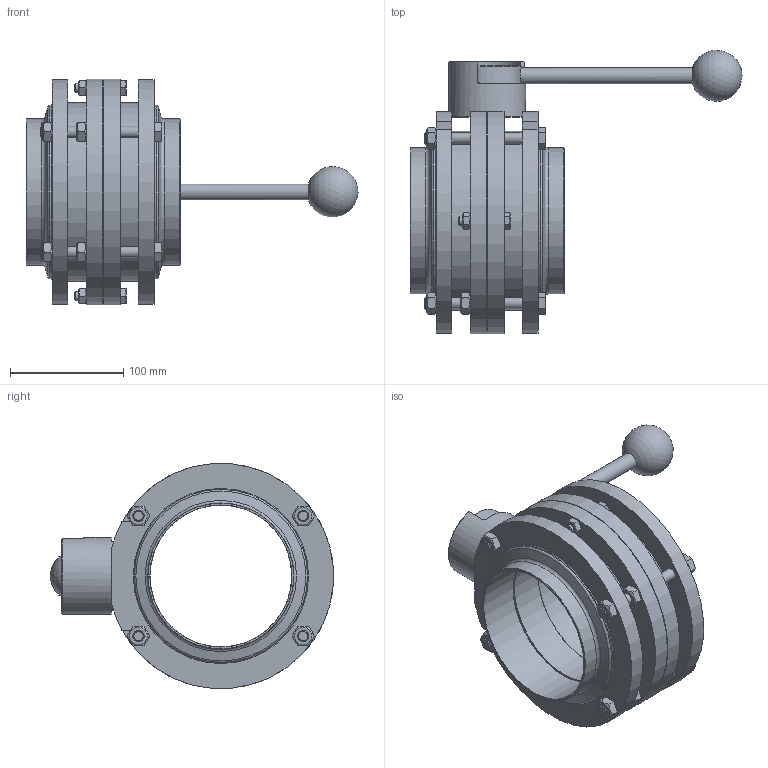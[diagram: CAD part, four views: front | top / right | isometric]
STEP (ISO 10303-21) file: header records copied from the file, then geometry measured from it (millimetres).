
FILE_DESCRIPTION( ( 'STEP AP203' ), ' ' );
FILE_NAME( '9612628780.stp', '2017-01-13T10:55:56', ( '' ), ( '' ), ' ', 'PARTsolutions', ' ' );
FILE_SCHEMA( ( 'CONFIG_CONTROL_DESIGN' ) );
Length unit declared in the file: millimetre
Products named in the file (6): 9612628780; _LKB-F Butterfly D12; _LKB-F Flange (D120020); _LKB-F Flange D12 2; _9612077701 Handle cap 2 pos D12; _9612078201 Indication handle D12
Assembly tree (5 placements, depth 2):
  9612628780
    _LKB-F Butterfly D12
    _LKB-F Flange (D120020)
    _LKB-F Flange D12 2
    _9612077701 Handle cap 2 pos D12
    _9612078201 Indication handle D12
Bounding box: 293 x 249.98 x 198.89 mm (x, y, z)
Volume: 1627549.2 mm3; surface area: 310395 mm2
Topology: 5 solids, 7 shells, 312 faces, 730 edges, 458 vertices
Faces by surface type: plane 166, cone 75, cylinder 60, torus 10, sphere 1
Full cylindrical faces by diameter (mm): 8 x4, 8.376 x4, 8.5 x2, 10 x6, 10.5 x8, 14 x1, 60 x2, 68 x1, 125 x4, 128.6 x2, 129 x2, 136 x2, 153 x2, 158 x2
Entity records: 9427 total; most frequent: CARTESIAN_POINT 2752, DIRECTION 1281, ORIENTED_EDGE 1232, EDGE_CURVE 616, AXIS2_PLACEMENT_3D 524, EDGE_LOOP 457, VERTEX_POINT 434, FACE_OUTER_BOUND 364
